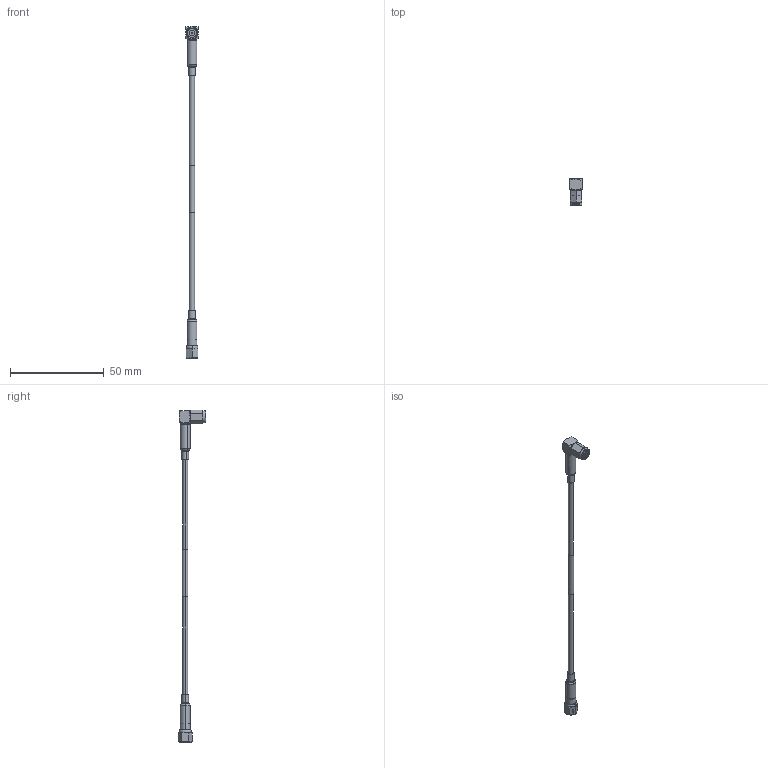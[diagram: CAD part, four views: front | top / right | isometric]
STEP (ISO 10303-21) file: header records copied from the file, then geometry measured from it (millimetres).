
FILE_DESCRIPTION (( 'STEP AP214' ), '1' );
FILE_NAME ('FMCA3206_3D.step', '2023-05-01T22:10:02', ( '' ), ( '' ), 'SwSTEP 2.0', 'SolidWorks 2022', '' );
FILE_SCHEMA (( 'AUTOMOTIVE_DESIGN' ));
Length unit declared in the file: inch
Products named in the file (5): FMCA3206_3D; RG174_WITH LABEL; RG174-HEATSHRINK_.75" Long; FMCN1574; FMCN1577
Assembly tree (5 placements, depth 2):
  FMCA3206_3D
    RG174_WITH LABEL
    RG174-HEATSHRINK_.75" Long  x2
    FMCN1574
    FMCN1577
Bounding box: 6.42 x 14.59 x 177.09 mm (x, y, z)
Volume: 1849.6 mm3; surface area: 4244 mm2
Topology: 7 solids, 7 shells, 1912 faces, 4336 edges, 2462 vertices
Faces by surface type: bspline 962, cylinder 433, plane 381, cone 120, torus 16
Entity records: 116166 total; most frequent: CARTESIAN_POINT 61470, ORIENTED_EDGE 8584, EDGE_CURVE 4292, DIRECTION 4277, VERTEX_POINT 2438, EDGE_LOOP 1920, ADVANCED_FACE 1890, FACE_OUTER_BOUND 1890
